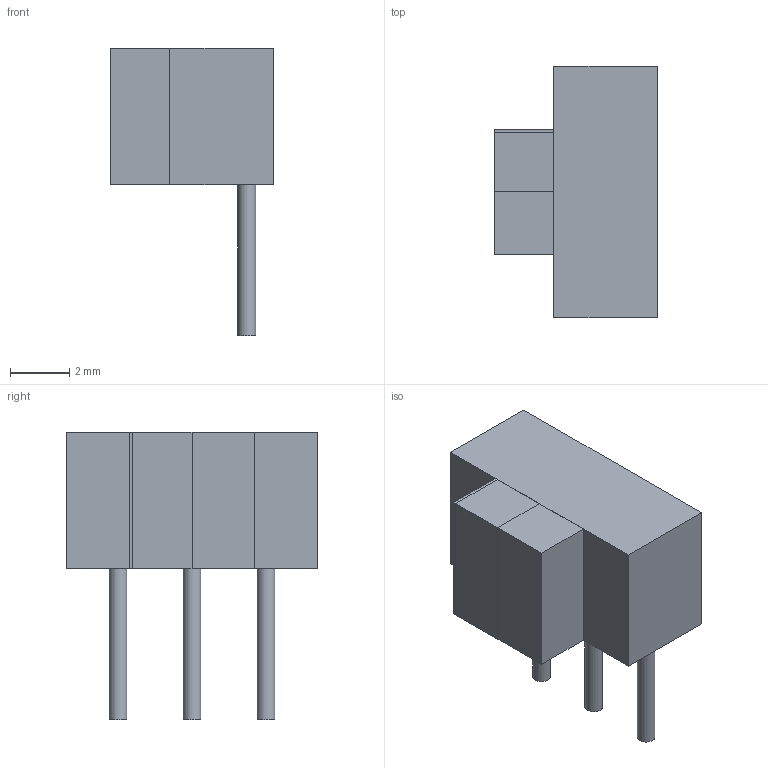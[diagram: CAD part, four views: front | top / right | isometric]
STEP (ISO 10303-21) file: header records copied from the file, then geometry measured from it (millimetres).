
FILE_DESCRIPTION(('FreeCAD Model'),'2;1');
FILE_NAME('560789.1.2.stp','2020-04-09T00:20:42',( 'Author'),(''),'Open CASCADE STEP processor 6.9','FreeCAD','Unknown' );
FILE_SCHEMA(('AUTOMOTIVE_DESIGN { 1 0 10303 214 1 1 1 1 }'));
Length unit declared in the file: millimetre
Products named in the file (3): ASSEMBLY; Body; Leads
Assembly tree (4 placements, depth 2):
  ASSEMBLY
    Body
    Leads  x3
Bounding box: 5.5 x 8.5 x 9.7 mm (x, y, z)
Volume: 206.9 mm3; surface area: 380.1 mm2
Topology: 12 solids, 12 shells, 45 faces, 63 edges, 42 vertices
Faces by surface type: plane 36, cylinder 9
Full cylindrical faces by diameter (mm): 0.6 x9
Entity records: 1320 total; most frequent: DIRECTION 205, CARTESIAN_POINT 197, LINE 123, VECTOR 123, ORIENTED_EDGE 90, PCURVE 90, DEFINITIONAL_REPRESENTATION 90, EDGE_CURVE 45
